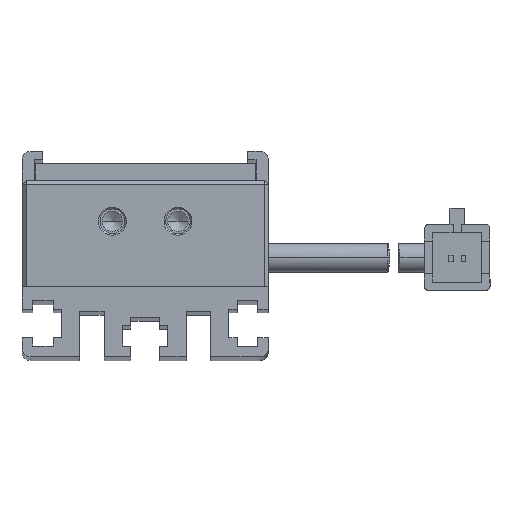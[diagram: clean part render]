
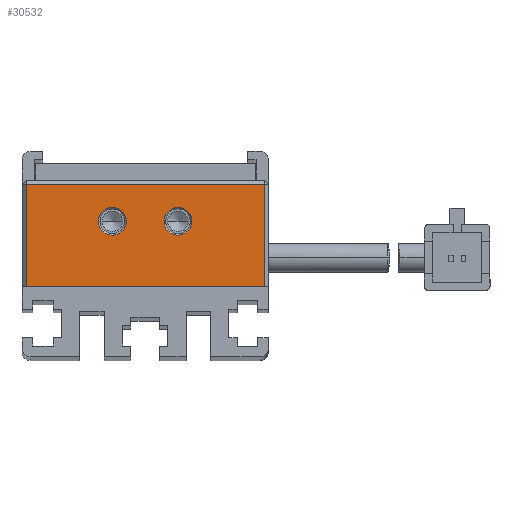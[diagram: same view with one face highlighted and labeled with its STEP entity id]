
A CAD part, top view. The second image highlights one B-rep face of the part: STEP entity #30532.
In plain terms, the highlighted planar face has unit normal (0, 0, 1).
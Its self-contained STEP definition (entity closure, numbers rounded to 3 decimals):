
#1389 = VERTEX_POINT ( 'NONE', #49282 ) ;
#1593 = LINE ( 'NONE', #14837, #44460 ) ;
#1744 = DIRECTION ( 'NONE',  ( 0., 0., -1. ) ) ;
#2205 = VERTEX_POINT ( 'NONE', #46208 ) ;
#2367 = VERTEX_POINT ( 'NONE', #20774 ) ;
#4037 = CARTESIAN_POINT ( 'NONE',  ( 36.925, 27.196, 18. ) ) ;
#4325 = FACE_BOUND ( 'NONE', #18209, .T. ) ;
#5928 = EDGE_LOOP ( 'NONE', ( #39028, #6145 ) ) ;
#6145 = ORIENTED_EDGE ( 'NONE', *, *, #21414, .T. ) ;
#8240 = EDGE_CURVE ( 'NONE', #2205, #1389, #19008, .T. ) ;
#8312 = DIRECTION ( 'NONE',  ( 1., 0., 0. ) ) ;
#9603 = EDGE_CURVE ( 'NONE', #2367, #18121, #1593, .T. ) ;
#10141 = CARTESIAN_POINT ( 'NONE',  ( 55.425, 31.696, 18. ) ) ;
#10977 = CARTESIAN_POINT ( 'NONE',  ( 44.925, 27.196, 18. ) ) ;
#12409 = ORIENTED_EDGE ( 'NONE', *, *, #51893, .T. ) ;
#12602 = LINE ( 'NONE', #43492, #45397 ) ;
#13530 = EDGE_CURVE ( 'NONE', #34850, #2367, #35826, .T. ) ;
#14185 = LINE ( 'NONE', #35508, #24217 ) ;
#14554 = DIRECTION ( 'NONE',  ( 0., -1., 0. ) ) ;
#14837 = CARTESIAN_POINT ( 'NONE',  ( 26.425, 25.696, 18. ) ) ;
#15150 = CIRCLE ( 'NONE', #30737, 1.7 ) ;
#15283 = DIRECTION ( 'NONE',  ( 1., 0., 0. ) ) ;
#15756 = FACE_OUTER_BOUND ( 'NONE', #45123, .T. ) ;
#17001 = AXIS2_PLACEMENT_3D ( 'NONE', #48707, #48591, #48359 ) ;
#17237 = VERTEX_POINT ( 'NONE', #43390 ) ;
#17808 = DIRECTION ( 'NONE',  ( 0., 0., 1. ) ) ;
#18121 = VERTEX_POINT ( 'NONE', #44411 ) ;
#18209 = EDGE_LOOP ( 'NONE', ( #28191, #18860 ) ) ;
#18860 = ORIENTED_EDGE ( 'NONE', *, *, #35741, .T. ) ;
#19008 = CIRCLE ( 'NONE', #17001, 1.7 ) ;
#19810 = CARTESIAN_POINT ( 'NONE',  ( 46.625, 27.196, 18. ) ) ;
#20774 = CARTESIAN_POINT ( 'NONE',  ( 26.425, 31.696, 18. ) ) ;
#21262 = CIRCLE ( 'NONE', #21476, 1.7 ) ;
#21414 = EDGE_CURVE ( 'NONE', #17237, #43753, #15150, .T. ) ;
#21476 = AXIS2_PLACEMENT_3D ( 'NONE', #4037, #33960, #8312 ) ;
#24217 = VECTOR ( 'NONE', #48442, 1000. ) ;
#25830 = ORIENTED_EDGE ( 'NONE', *, *, #45410, .T. ) ;
#26405 = CARTESIAN_POINT ( 'NONE',  ( 40.925, 31.696, 18. ) ) ;
#26562 = DIRECTION ( 'NONE',  ( -1., 0., 0. ) ) ;
#27421 = CARTESIAN_POINT ( 'NONE',  ( 44.925, 27.196, 18. ) ) ;
#28191 = ORIENTED_EDGE ( 'NONE', *, *, #8240, .T. ) ;
#29976 = CIRCLE ( 'NONE', #36865, 1.7 ) ;
#30532 = ADVANCED_FACE ( 'NONE', ( #15756, #51207, #4325 ), #43213, .T. ) ;
#30714 = ORIENTED_EDGE ( 'NONE', *, *, #13530, .T. ) ;
#30737 = AXIS2_PLACEMENT_3D ( 'NONE', #10977, #40916, #15283 ) ;
#30898 = EDGE_CURVE ( 'NONE', #43753, #17237, #29976, .T. ) ;
#31691 = DIRECTION ( 'NONE',  ( 1., 0., 0. ) ) ;
#32342 = CARTESIAN_POINT ( 'NONE',  ( 55.425, 19.196, 18. ) ) ;
#33960 = DIRECTION ( 'NONE',  ( 0., 0., -1. ) ) ;
#34850 = VERTEX_POINT ( 'NONE', #10141 ) ;
#35508 = CARTESIAN_POINT ( 'NONE',  ( 40.925, 19.196, 18. ) ) ;
#35741 = EDGE_CURVE ( 'NONE', #1389, #2205, #21262, .T. ) ;
#35826 = LINE ( 'NONE', #26405, #45869 ) ;
#36865 = AXIS2_PLACEMENT_3D ( 'NONE', #27421, #1744, #31691 ) ;
#37204 = AXIS2_PLACEMENT_3D ( 'NONE', #43385, #17808, #47705 ) ;
#37504 = ORIENTED_EDGE ( 'NONE', *, *, #9603, .T. ) ;
#39028 = ORIENTED_EDGE ( 'NONE', *, *, #30898, .T. ) ;
#40916 = DIRECTION ( 'NONE',  ( 0., 0., -1. ) ) ;
#43213 = PLANE ( 'NONE',  #37204 ) ;
#43385 = CARTESIAN_POINT ( 'NONE',  ( 40.925, 25.696, 18. ) ) ;
#43390 = CARTESIAN_POINT ( 'NONE',  ( 43.225, 27.196, 18. ) ) ;
#43492 = CARTESIAN_POINT ( 'NONE',  ( 55.425, 25.696, 18. ) ) ;
#43753 = VERTEX_POINT ( 'NONE', #19810 ) ;
#44411 = CARTESIAN_POINT ( 'NONE',  ( 26.425, 19.196, 18. ) ) ;
#44460 = VECTOR ( 'NONE', #14554, 1000. ) ;
#45123 = EDGE_LOOP ( 'NONE', ( #30714, #37504, #25830, #12409 ) ) ;
#45397 = VECTOR ( 'NONE', #47810, 1000. ) ;
#45410 = EDGE_CURVE ( 'NONE', #18121, #54204, #14185, .T. ) ;
#45869 = VECTOR ( 'NONE', #26562, 1000. ) ;
#46208 = CARTESIAN_POINT ( 'NONE',  ( 38.625, 27.196, 18. ) ) ;
#47705 = DIRECTION ( 'NONE',  ( 1., 0., 0. ) ) ;
#47810 = DIRECTION ( 'NONE',  ( 0., 1., 0. ) ) ;
#48359 = DIRECTION ( 'NONE',  ( 1., 0., 0. ) ) ;
#48442 = DIRECTION ( 'NONE',  ( 1., 0., 0. ) ) ;
#48591 = DIRECTION ( 'NONE',  ( 0., 0., -1. ) ) ;
#48707 = CARTESIAN_POINT ( 'NONE',  ( 36.925, 27.196, 18. ) ) ;
#49282 = CARTESIAN_POINT ( 'NONE',  ( 35.225, 27.196, 18. ) ) ;
#51207 = FACE_BOUND ( 'NONE', #5928, .T. ) ;
#51893 = EDGE_CURVE ( 'NONE', #54204, #34850, #12602, .T. ) ;
#54204 = VERTEX_POINT ( 'NONE', #32342 ) ;
